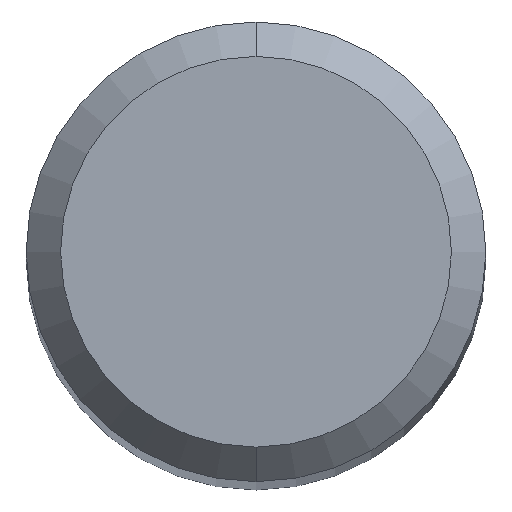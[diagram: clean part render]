
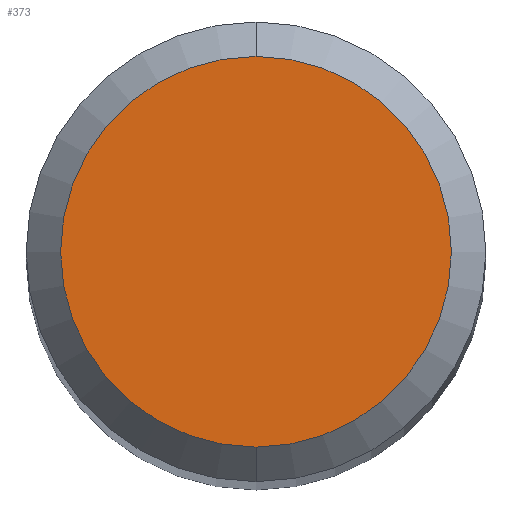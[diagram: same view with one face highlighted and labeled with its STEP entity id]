
A CAD part, top view. The second image highlights one B-rep face of the part: STEP entity #373.
In plain terms, the highlighted planar face has unit normal (0, 0, 1).
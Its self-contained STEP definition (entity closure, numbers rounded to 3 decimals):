
#359=EDGE_CURVE('',#847,#539,#1022,.T.);
#373=ADVANCED_FACE('',(#1036),#1037,.T.);
#539=VERTEX_POINT('',#1211);
#847=VERTEX_POINT('',#1550);
#855=EDGE_CURVE('',#539,#847,#1559,.T.);
#1022=CIRCLE('',#1763,1.7);
#1036=FACE_OUTER_BOUND('',#1800,.T.);
#1037=PLANE('',#1801);
#1211=CARTESIAN_POINT('',(0.,-1.7,0.0));
#1550=CARTESIAN_POINT('',(0.0,1.7,0.0));
#1559=CIRCLE('',#3490,1.7);
#1763=AXIS2_PLACEMENT_3D('',#4148,#4149,#4150);
#1800=EDGE_LOOP('',(#4156,#4157));
#1801=AXIS2_PLACEMENT_3D('',#4158,#4159,#4160);
#3490=AXIS2_PLACEMENT_3D('',#4696,#4697,#4698);
#4148=CARTESIAN_POINT('',(0.0,0.0,0.0));
#4149=DIRECTION('',(0.0,0.0,-1.0));
#4150=DIRECTION('',(0.0,1.0,0.0));
#4156=ORIENTED_EDGE('',*,*,#359,.F.);
#4157=ORIENTED_EDGE('',*,*,#855,.F.);
#4158=CARTESIAN_POINT('',(0.0,0.85,0.0));
#4159=DIRECTION('',(-0.0,0.0,1.0));
#4160=DIRECTION('',(0.0,-1.0,0.0));
#4696=CARTESIAN_POINT('',(0.0,0.0,0.0));
#4697=DIRECTION('',(0.0,0.0,-1.0));
#4698=DIRECTION('',(0.0,1.0,0.0));
